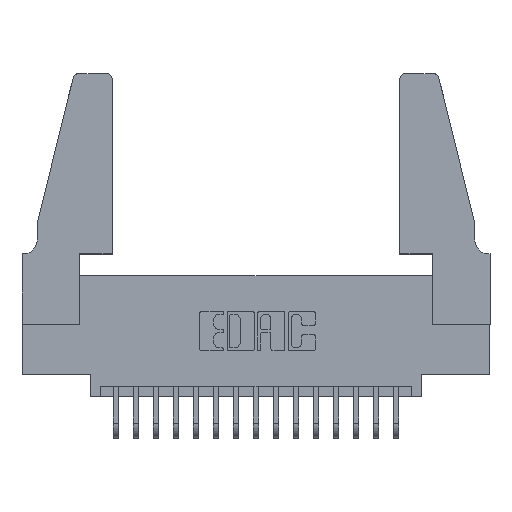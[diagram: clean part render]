
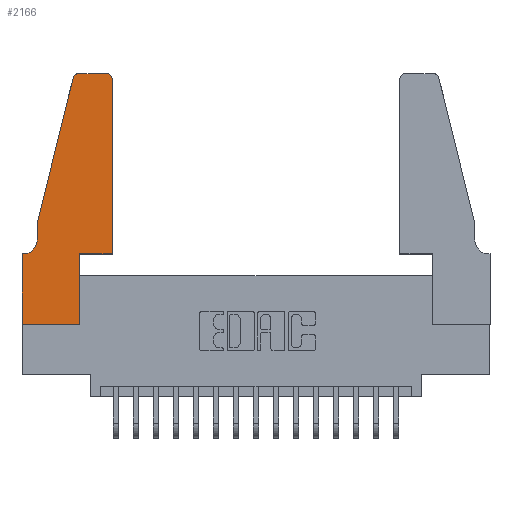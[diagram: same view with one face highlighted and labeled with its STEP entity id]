
A CAD part, top view. The second image highlights one B-rep face of the part: STEP entity #2166.
In plain terms, the highlighted planar face has unit normal (0, 0, 1).
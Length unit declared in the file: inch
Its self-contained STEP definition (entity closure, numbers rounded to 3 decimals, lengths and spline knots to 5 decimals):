
#123 = LINE ( 'NONE', #13888, #13442 ) ;
#134 = CARTESIAN_POINT ( 'NONE',  ( 0.25487, 1.22718, 0.37 ) ) ;
#433 = EDGE_CURVE ( 'NONE', #11857, #17621, #8721, .T. ) ;
#491 = DIRECTION ( 'NONE',  ( 0., -1., 0. ) ) ;
#1079 = DIRECTION ( 'NONE',  ( 0., -1., 0. ) ) ;
#1098 = ORIENTED_EDGE ( 'NONE', *, *, #15121, .T. ) ;
#1475 = VECTOR ( 'NONE', #5534, 39.37008 ) ;
#1648 = CARTESIAN_POINT ( 'NONE',  ( 0.0055, 0.42, 0.37 ) ) ;
#1834 = EDGE_CURVE ( 'NONE', #17621, #13699, #16986, .T. ) ;
#2023 = EDGE_CURVE ( 'NONE', #14501, #2376, #19327, .T. ) ;
#2166 = ADVANCED_FACE ( 'NONE', ( #8580 ), #3584, .T. ) ;
#2336 = ORIENTED_EDGE ( 'NONE', *, *, #16203, .T. ) ;
#2376 = VERTEX_POINT ( 'NONE', #4021 ) ;
#2408 = CARTESIAN_POINT ( 'NONE',  ( 0.0755, 0.42, 0.37 ) ) ;
#2726 = VECTOR ( 'NONE', #1079, 39.37008 ) ;
#2873 = EDGE_CURVE ( 'NONE', #10444, #14501, #123, .T. ) ;
#2926 = CARTESIAN_POINT ( 'NONE',  ( 0.4505, 0.35, 0.37 ) ) ;
#3042 = DIRECTION ( 'NONE',  ( 1., 0., 0. ) ) ;
#3538 = CARTESIAN_POINT ( 'NONE',  ( 0.0755, 0.5, 0.37 ) ) ;
#3584 = PLANE ( 'NONE',  #14091 ) ;
#3716 = CARTESIAN_POINT ( 'NONE',  ( 0.2865, 0., 0.37 ) ) ;
#3883 = CARTESIAN_POINT ( 'NONE',  ( 0., 0., 0.37 ) ) ;
#3918 = EDGE_CURVE ( 'NONE', #9223, #12288, #15025, .T. ) ;
#4003 = CARTESIAN_POINT ( 'NONE',  ( 0.0755, 0.35, 0.37 ) ) ;
#4021 = CARTESIAN_POINT ( 'NONE',  ( 0.4505, 0.35, 0.37 ) ) ;
#4326 = ORIENTED_EDGE ( 'NONE', *, *, #433, .T. ) ;
#4553 = VERTEX_POINT ( 'NONE', #5231 ) ;
#4565 = CARTESIAN_POINT ( 'NONE',  ( 0.0755, 0.5, 0.37 ) ) ;
#4615 = CARTESIAN_POINT ( 'NONE',  ( 0., 0., 0.37 ) ) ;
#4672 = DIRECTION ( 'NONE',  ( 0., 0., -1. ) ) ;
#4890 = VERTEX_POINT ( 'NONE', #5537 ) ;
#5231 = CARTESIAN_POINT ( 'NONE',  ( 0.4505, 1.22, 0.37 ) ) ;
#5534 = DIRECTION ( 'NONE',  ( -1., 0., 0. ) ) ;
#5537 = CARTESIAN_POINT ( 'NONE',  ( 0.284, 1.25, 0.37 ) ) ;
#5831 = ORIENTED_EDGE ( 'NONE', *, *, #19300, .T. ) ;
#6028 = DIRECTION ( 'NONE',  ( 1., 0., 0. ) ) ;
#6171 = DIRECTION ( 'NONE',  ( -1., 0., 0. ) ) ;
#6178 = DIRECTION ( 'NONE',  ( 1., 0., 0. ) ) ;
#6289 = EDGE_CURVE ( 'NONE', #2376, #4553, #17767, .T. ) ;
#6387 = DIRECTION ( 'NONE',  ( 0., 1., 0. ) ) ;
#6555 = VERTEX_POINT ( 'NONE', #13907 ) ;
#6849 = CARTESIAN_POINT ( 'NONE',  ( 0., 0.35, 0.37 ) ) ;
#6874 = AXIS2_PLACEMENT_3D ( 'NONE', #7929, #16727, #6178 ) ;
#7677 = CARTESIAN_POINT ( 'NONE',  ( 0.4205, 1.22, 0.37 ) ) ;
#7767 = DIRECTION ( 'NONE',  ( 0., 1., 0. ) ) ;
#7929 = CARTESIAN_POINT ( 'NONE',  ( 0.284, 1.22, 0.37 ) ) ;
#8013 = ORIENTED_EDGE ( 'NONE', *, *, #3918, .T. ) ;
#8153 = AXIS2_PLACEMENT_3D ( 'NONE', #7677, #15107, #18067 ) ;
#8580 = FACE_OUTER_BOUND ( 'NONE', #11047, .T. ) ;
#8721 = LINE ( 'NONE', #4003, #1475 ) ;
#9036 = VECTOR ( 'NONE', #6028, 39.37008 ) ;
#9090 = ORIENTED_EDGE ( 'NONE', *, *, #1834, .T. ) ;
#9223 = VERTEX_POINT ( 'NONE', #3538 ) ;
#9968 = ORIENTED_EDGE ( 'NONE', *, *, #6289, .T. ) ;
#10123 = ORIENTED_EDGE ( 'NONE', *, *, #2023, .T. ) ;
#10168 = CARTESIAN_POINT ( 'NONE',  ( 0., 0., 0.37 ) ) ;
#10444 = VERTEX_POINT ( 'NONE', #3716 ) ;
#11034 = ORIENTED_EDGE ( 'NONE', *, *, #2873, .T. ) ;
#11047 = EDGE_LOOP ( 'NONE', ( #15086, #2336, #16967, #8013, #15241, #4326, #9090, #1098, #11034, #10123, #9968, #5831 ) ) ;
#11417 = EDGE_CURVE ( 'NONE', #12288, #11857, #15871, .T. ) ;
#11812 = DIRECTION ( 'NONE',  ( -0.239, -0.971, 0. ) ) ;
#11857 = VERTEX_POINT ( 'NONE', #14627 ) ;
#11998 = LINE ( 'NONE', #13043, #12676 ) ;
#12208 = VECTOR ( 'NONE', #491, 39.37008 ) ;
#12288 = VERTEX_POINT ( 'NONE', #2408 ) ;
#12676 = VECTOR ( 'NONE', #19178, 39.37008 ) ;
#13043 = CARTESIAN_POINT ( 'NONE',  ( 0.2605, 1.25, 0.37 ) ) ;
#13172 = AXIS2_PLACEMENT_3D ( 'NONE', #1648, #4672, #6171 ) ;
#13346 = VECTOR ( 'NONE', #11812, 39.37008 ) ;
#13442 = VECTOR ( 'NONE', #6387, 39.37008 ) ;
#13699 = VERTEX_POINT ( 'NONE', #3883 ) ;
#13792 = VECTOR ( 'NONE', #7767, 39.37008 ) ;
#13888 = CARTESIAN_POINT ( 'NONE',  ( 0.2865, 0.35, 0.37 ) ) ;
#13907 = CARTESIAN_POINT ( 'NONE',  ( 0.4205, 1.25, 0.37 ) ) ;
#13934 = VERTEX_POINT ( 'NONE', #134 ) ;
#14017 = DIRECTION ( 'NONE',  ( 0., 0., 1. ) ) ;
#14091 = AXIS2_PLACEMENT_3D ( 'NONE', #15366, #14017, #18608 ) ;
#14485 = EDGE_CURVE ( 'NONE', #6555, #4890, #11998, .T. ) ;
#14501 = VERTEX_POINT ( 'NONE', #19122 ) ;
#14521 = LINE ( 'NONE', #14673, #13346 ) ;
#14627 = CARTESIAN_POINT ( 'NONE',  ( 0.0055, 0.35, 0.37 ) ) ;
#14673 = CARTESIAN_POINT ( 'NONE',  ( 0.0755, 0.5, 0.37 ) ) ;
#14956 = CARTESIAN_POINT ( 'NONE',  ( 0.4505, 0.35, 0.37 ) ) ;
#15025 = LINE ( 'NONE', #4565, #12208 ) ;
#15086 = ORIENTED_EDGE ( 'NONE', *, *, #14485, .T. ) ;
#15107 = DIRECTION ( 'NONE',  ( 0., 0., 1. ) ) ;
#15121 = EDGE_CURVE ( 'NONE', #13699, #10444, #15909, .T. ) ;
#15241 = ORIENTED_EDGE ( 'NONE', *, *, #11417, .T. ) ;
#15366 = CARTESIAN_POINT ( 'NONE',  ( 0., 0.35, 0.37 ) ) ;
#15521 = EDGE_CURVE ( 'NONE', #13934, #9223, #14521, .T. ) ;
#15669 = CIRCLE ( 'NONE', #6874, 0.03 ) ;
#15871 = CIRCLE ( 'NONE', #13172, 0.07 ) ;
#15909 = LINE ( 'NONE', #4615, #16844 ) ;
#16203 = EDGE_CURVE ( 'NONE', #4890, #13934, #15669, .T. ) ;
#16727 = DIRECTION ( 'NONE',  ( 0., 0., 1. ) ) ;
#16844 = VECTOR ( 'NONE', #3042, 39.37008 ) ;
#16967 = ORIENTED_EDGE ( 'NONE', *, *, #15521, .T. ) ;
#16986 = LINE ( 'NONE', #10168, #2726 ) ;
#17621 = VERTEX_POINT ( 'NONE', #6849 ) ;
#17767 = LINE ( 'NONE', #2926, #13792 ) ;
#18067 = DIRECTION ( 'NONE',  ( 1., 0., 0. ) ) ;
#18608 = DIRECTION ( 'NONE',  ( 1., 0., 0. ) ) ;
#18836 = CIRCLE ( 'NONE', #8153, 0.03 ) ;
#19122 = CARTESIAN_POINT ( 'NONE',  ( 0.2865, 0.35, 0.37 ) ) ;
#19178 = DIRECTION ( 'NONE',  ( -1., 0., 0. ) ) ;
#19300 = EDGE_CURVE ( 'NONE', #4553, #6555, #18836, .T. ) ;
#19327 = LINE ( 'NONE', #14956, #9036 ) ;
